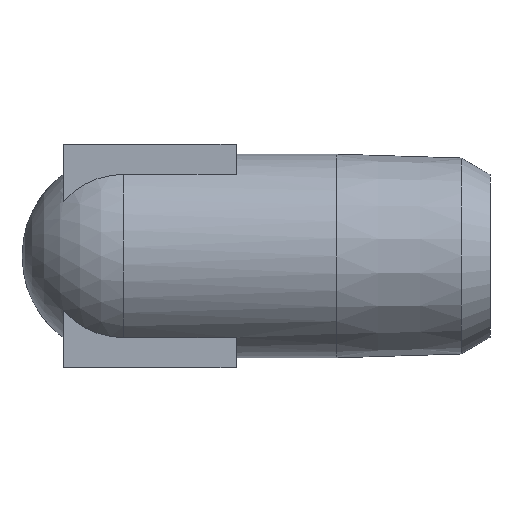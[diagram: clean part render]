
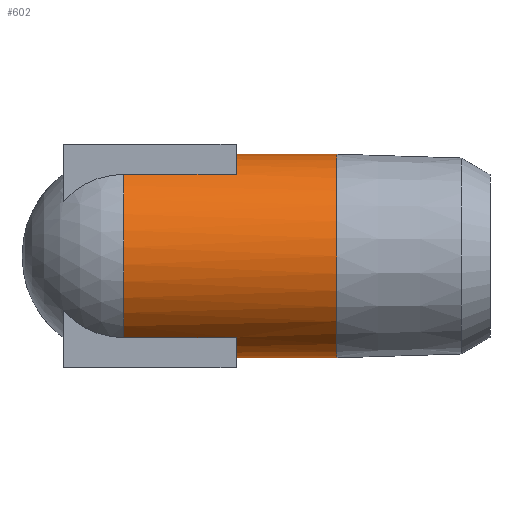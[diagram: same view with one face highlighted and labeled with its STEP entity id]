
A CAD part, left-side view. The second image highlights one B-rep face of the part: STEP entity #602.
In plain terms, the highlighted cylindrical face has radius 5 mm (diameter 10 mm), a partial arc.
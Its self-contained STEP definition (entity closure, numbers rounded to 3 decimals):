
#12 = CIRCLE ( 'NONE', #1300, 5. ) ;
#66 = DIRECTION ( 'NONE',  ( 0., -1., 0. ) ) ;
#71 = DIRECTION ( 'NONE',  ( 0., 0., 1. ) ) ;
#77 = CARTESIAN_POINT ( 'NONE',  ( 0., 16.482, -5. ) ) ;
#104 = CARTESIAN_POINT ( 'NONE',  ( -2.982, 19.027, 4.013 ) ) ;
#114 = CARTESIAN_POINT ( 'NONE',  ( 0., 11.536, -5. ) ) ;
#172 = DIRECTION ( 'NONE',  ( 0., 0., -1. ) ) ;
#226 = DIRECTION ( 'NONE',  ( 0., -1., 0. ) ) ;
#234 = ORIENTED_EDGE ( 'NONE', *, *, #1260, .F. ) ;
#236 = DIRECTION ( 'NONE',  ( 0., -1., 0. ) ) ;
#283 = CARTESIAN_POINT ( 'NONE',  ( 0., 19.027, 5. ) ) ;
#327 = CYLINDRICAL_SURFACE ( 'NONE', #405, 5. ) ;
#349 = VERTEX_POINT ( 'NONE', #1197 ) ;
#356 = CIRCLE ( 'NONE', #672, 5. ) ;
#383 = LINE ( 'NONE', #283, #1240 ) ;
#388 = EDGE_CURVE ( 'NONE', #1237, #599, #592, .T. ) ;
#389 = CARTESIAN_POINT ( 'NONE',  ( 0., 11.536, 0. ) ) ;
#395 = ORIENTED_EDGE ( 'NONE', *, *, #915, .T. ) ;
#405 = AXIS2_PLACEMENT_3D ( 'NONE', #767, #226, #1442 ) ;
#412 = CIRCLE ( 'NONE', #1402, 5. ) ;
#414 = DIRECTION ( 'NONE',  ( 0., 0., -1. ) ) ;
#451 = VECTOR ( 'NONE', #734, 1000. ) ;
#490 = ORIENTED_EDGE ( 'NONE', *, *, #1219, .F. ) ;
#512 = CARTESIAN_POINT ( 'NONE',  ( 0., 19.027, -5. ) ) ;
#542 = VECTOR ( 'NONE', #1436, 1000. ) ;
#547 = EDGE_CURVE ( 'NONE', #1393, #1220, #674, .T. ) ;
#558 = ORIENTED_EDGE ( 'NONE', *, *, #894, .T. ) ;
#574 = FACE_OUTER_BOUND ( 'NONE', #1180, .T. ) ;
#592 = LINE ( 'NONE', #512, #1151 ) ;
#599 = VERTEX_POINT ( 'NONE', #114 ) ;
#602 = ADVANCED_FACE ( 'NONE', ( #574 ), #327, .T. ) ;
#672 = AXIS2_PLACEMENT_3D ( 'NONE', #863, #973, #414 ) ;
#674 = CIRCLE ( 'NONE', #1330, 5. ) ;
#716 = VERTEX_POINT ( 'NONE', #726 ) ;
#720 = DIRECTION ( 'NONE',  ( 0., 1., 0. ) ) ;
#726 = CARTESIAN_POINT ( 'NONE',  ( 0., 11.536, 5. ) ) ;
#734 = DIRECTION ( 'NONE',  ( 0., -1., 0. ) ) ;
#767 = CARTESIAN_POINT ( 'NONE',  ( 0., 19.027, 0. ) ) ;
#773 = ORIENTED_EDGE ( 'NONE', *, *, #547, .T. ) ;
#774 = DIRECTION ( 'NONE',  ( 0., 0., -1. ) ) ;
#803 = EDGE_CURVE ( 'NONE', #1237, #1355, #12, .T. ) ;
#835 = DIRECTION ( 'NONE',  ( 0., -1., 0. ) ) ;
#836 = VERTEX_POINT ( 'NONE', #1075 ) ;
#860 = LINE ( 'NONE', #861, #451 ) ;
#861 = CARTESIAN_POINT ( 'NONE',  ( -2.982, 19.027, -4.013 ) ) ;
#863 = CARTESIAN_POINT ( 'NONE',  ( 0., 22., 0. ) ) ;
#894 = EDGE_CURVE ( 'NONE', #836, #1355, #860, .T. ) ;
#906 = CARTESIAN_POINT ( 'NONE',  ( -2.982, 16.482, -4.013 ) ) ;
#915 = EDGE_CURVE ( 'NONE', #349, #836, #356, .T. ) ;
#930 = CARTESIAN_POINT ( 'NONE',  ( 0., 16.482, 5. ) ) ;
#938 = ORIENTED_EDGE ( 'NONE', *, *, #803, .F. ) ;
#964 = EDGE_CURVE ( 'NONE', #1220, #349, #1130, .T. ) ;
#973 = DIRECTION ( 'NONE',  ( 0., -1., 0. ) ) ;
#987 = CARTESIAN_POINT ( 'NONE',  ( 0., 16.482, 0. ) ) ;
#1075 = CARTESIAN_POINT ( 'NONE',  ( -2.982, 22., -4.013 ) ) ;
#1130 = LINE ( 'NONE', #104, #542 ) ;
#1151 = VECTOR ( 'NONE', #1187, 1000. ) ;
#1167 = CARTESIAN_POINT ( 'NONE',  ( -2.982, 16.482, 4.013 ) ) ;
#1180 = EDGE_LOOP ( 'NONE', ( #234, #773, #1303, #395, #558, #938, #1338, #490 ) ) ;
#1187 = DIRECTION ( 'NONE',  ( 0., -1., 0. ) ) ;
#1197 = CARTESIAN_POINT ( 'NONE',  ( -2.982, 22., 4.013 ) ) ;
#1219 = EDGE_CURVE ( 'NONE', #716, #599, #412, .T. ) ;
#1220 = VERTEX_POINT ( 'NONE', #1167 ) ;
#1237 = VERTEX_POINT ( 'NONE', #77 ) ;
#1240 = VECTOR ( 'NONE', #66, 1000. ) ;
#1260 = EDGE_CURVE ( 'NONE', #1393, #716, #383, .T. ) ;
#1300 = AXIS2_PLACEMENT_3D ( 'NONE', #1403, #720, #71 ) ;
#1303 = ORIENTED_EDGE ( 'NONE', *, *, #964, .T. ) ;
#1330 = AXIS2_PLACEMENT_3D ( 'NONE', #987, #236, #774 ) ;
#1338 = ORIENTED_EDGE ( 'NONE', *, *, #388, .T. ) ;
#1355 = VERTEX_POINT ( 'NONE', #906 ) ;
#1393 = VERTEX_POINT ( 'NONE', #930 ) ;
#1402 = AXIS2_PLACEMENT_3D ( 'NONE', #389, #835, #172 ) ;
#1403 = CARTESIAN_POINT ( 'NONE',  ( 0., 16.482, 0. ) ) ;
#1436 = DIRECTION ( 'NONE',  ( 0., 1., 0. ) ) ;
#1442 = DIRECTION ( 'NONE',  ( 0., 0., -1. ) ) ;
